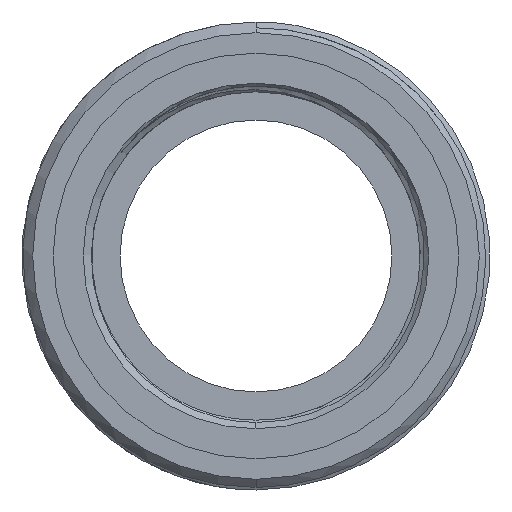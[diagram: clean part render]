
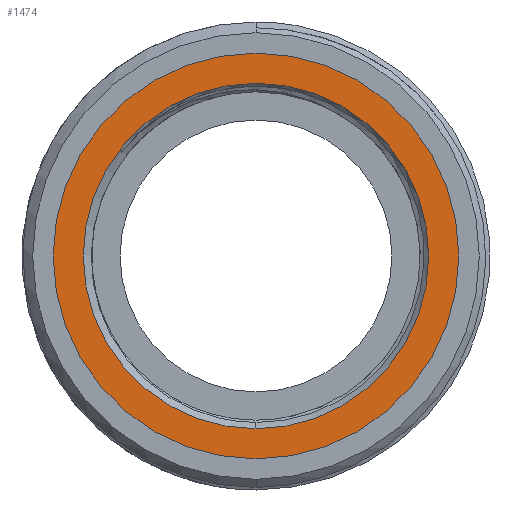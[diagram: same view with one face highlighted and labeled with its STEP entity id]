
A CAD part, left-side view. The second image highlights one B-rep face of the part: STEP entity #1474.
In plain terms, the highlighted planar face has unit normal (-1, 0, 0).
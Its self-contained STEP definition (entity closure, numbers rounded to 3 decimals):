
#63 = CIRCLE ( 'NONE', #3159, 28.351 ) ;
#190 = VERTEX_POINT ( 'NONE', #1456 ) ;
#267 = ORIENTED_EDGE ( 'NONE', *, *, #4768, .T. ) ;
#285 = DIRECTION ( 'NONE',  ( -1., 0., 0. ) ) ;
#310 = VERTEX_POINT ( 'NONE', #5575 ) ;
#319 = DIRECTION ( 'NONE',  ( 0., 0., 1. ) ) ;
#397 = ORIENTED_EDGE ( 'NONE', *, *, #4297, .F. ) ;
#1382 = DIRECTION ( 'NONE',  ( 0., 0., 1. ) ) ;
#1418 = CARTESIAN_POINT ( 'NONE',  ( -27.456, 28.351, 0. ) ) ;
#1456 = CARTESIAN_POINT ( 'NONE',  ( -27.456, 0., 24.15 ) ) ;
#1474 = ADVANCED_FACE ( 'NONE', ( #4893, #2467 ), #2412, .F. ) ;
#1510 = AXIS2_PLACEMENT_3D ( 'NONE', #1418, #5959, #2443 ) ;
#1575 = ORIENTED_EDGE ( 'NONE', *, *, #4380, .T. ) ;
#1825 = EDGE_CURVE ( 'NONE', #3444, #190, #2103, .T. ) ;
#1834 = AXIS2_PLACEMENT_3D ( 'NONE', #5777, #285, #319 ) ;
#1902 = CARTESIAN_POINT ( 'NONE',  ( -27.456, 0., 0. ) ) ;
#1913 = ORIENTED_EDGE ( 'NONE', *, *, #1825, .F. ) ;
#2103 = CIRCLE ( 'NONE', #6240, 24.15 ) ;
#2207 = CARTESIAN_POINT ( 'NONE',  ( -27.456, 0., -28.351 ) ) ;
#2380 = CARTESIAN_POINT ( 'NONE',  ( -27.456, 0., 0. ) ) ;
#2388 = CARTESIAN_POINT ( 'NONE',  ( -27.456, 0., -24.15 ) ) ;
#2412 = PLANE ( 'NONE',  #1510 ) ;
#2413 = DIRECTION ( 'NONE',  ( -1., 0., 0. ) ) ;
#2443 = DIRECTION ( 'NONE',  ( 0., 0., -1. ) ) ;
#2467 = FACE_OUTER_BOUND ( 'NONE', #4260, .T. ) ;
#2798 = CARTESIAN_POINT ( 'NONE',  ( -27.456, 0., 0. ) ) ;
#2854 = CIRCLE ( 'NONE', #4292, 24.15 ) ;
#3109 = EDGE_LOOP ( 'NONE', ( #397, #1913 ) ) ;
#3159 = AXIS2_PLACEMENT_3D ( 'NONE', #1902, #5805, #1382 ) ;
#3444 = VERTEX_POINT ( 'NONE', #2388 ) ;
#4184 = DIRECTION ( 'NONE',  ( 0., 0., 1. ) ) ;
#4260 = EDGE_LOOP ( 'NONE', ( #1575, #267 ) ) ;
#4292 = AXIS2_PLACEMENT_3D ( 'NONE', #2380, #2413, #6330 ) ;
#4297 = EDGE_CURVE ( 'NONE', #190, #3444, #2854, .T. ) ;
#4380 = EDGE_CURVE ( 'NONE', #310, #6157, #6163, .T. ) ;
#4692 = DIRECTION ( 'NONE',  ( -1., 0., 0. ) ) ;
#4768 = EDGE_CURVE ( 'NONE', #6157, #310, #63, .T. ) ;
#4893 = FACE_BOUND ( 'NONE', #3109, .T. ) ;
#5575 = CARTESIAN_POINT ( 'NONE',  ( -27.456, 0., 28.351 ) ) ;
#5777 = CARTESIAN_POINT ( 'NONE',  ( -27.456, 0., 0. ) ) ;
#5805 = DIRECTION ( 'NONE',  ( -1., 0., 0. ) ) ;
#5959 = DIRECTION ( 'NONE',  ( 1., 0., 0. ) ) ;
#6157 = VERTEX_POINT ( 'NONE', #2207 ) ;
#6163 = CIRCLE ( 'NONE', #1834, 28.351 ) ;
#6240 = AXIS2_PLACEMENT_3D ( 'NONE', #2798, #4692, #4184 ) ;
#6330 = DIRECTION ( 'NONE',  ( 0., 0., 1. ) ) ;
